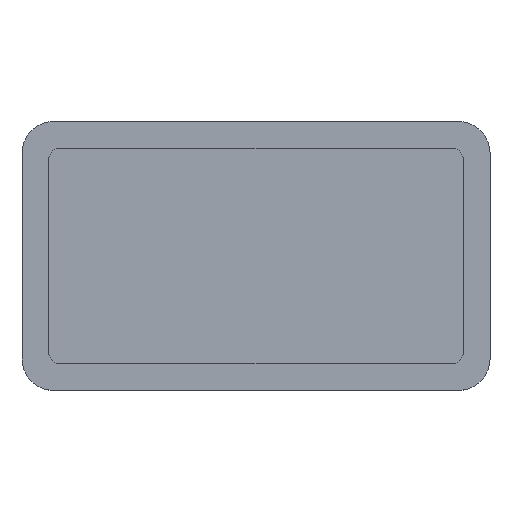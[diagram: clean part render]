
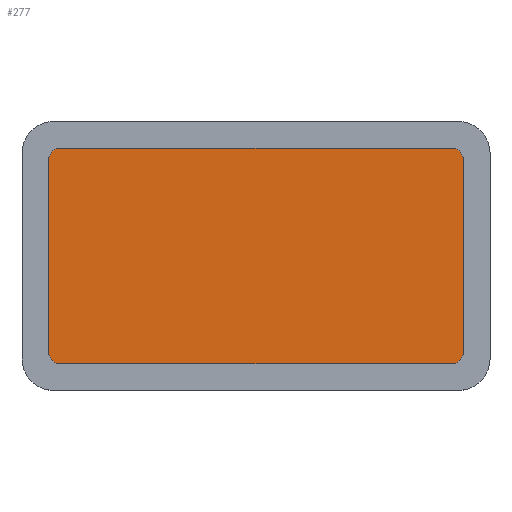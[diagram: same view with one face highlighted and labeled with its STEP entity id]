
A CAD part, top view. The second image highlights one B-rep face of the part: STEP entity #277.
In plain terms, the highlighted planar face has unit normal (0, 0, 1).
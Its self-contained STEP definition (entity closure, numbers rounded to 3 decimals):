
#25 = CIRCLE ( 'NONE', #334, 0.67 ) ;
#29 = VERTEX_POINT ( 'NONE', #498 ) ;
#34 = DIRECTION ( 'NONE',  ( 0., 0., 1. ) ) ;
#40 = EDGE_CURVE ( 'NONE', #426, #29, #198, .T. ) ;
#41 = ORIENTED_EDGE ( 'NONE', *, *, #536, .F. ) ;
#45 = VECTOR ( 'NONE', #173, 1000. ) ;
#49 = ORIENTED_EDGE ( 'NONE', *, *, #527, .T. ) ;
#56 = AXIS2_PLACEMENT_3D ( 'NONE', #526, #208, #221 ) ;
#69 = ORIENTED_EDGE ( 'NONE', *, *, #339, .T. ) ;
#71 = CARTESIAN_POINT ( 'NONE',  ( 12.021, 10.871, 120. ) ) ;
#79 = EDGE_LOOP ( 'NONE', ( #315, #430, #270, #69, #41, #580, #408, #49 ) ) ;
#83 = DIRECTION ( 'NONE',  ( 0., 0., 1. ) ) ;
#96 = LINE ( 'NONE', #434, #550 ) ;
#97 = VERTEX_POINT ( 'NONE', #71 ) ;
#101 = CARTESIAN_POINT ( 'NONE',  ( 0., -0.929, 120. ) ) ;
#102 = CIRCLE ( 'NONE', #541, 0.67 ) ;
#103 = EDGE_CURVE ( 'NONE', #319, #240, #25, .T. ) ;
#119 = AXIS2_PLACEMENT_3D ( 'NONE', #328, #187, #386 ) ;
#123 = DIRECTION ( 'NONE',  ( 1., 0., 0. ) ) ;
#125 = CARTESIAN_POINT ( 'NONE',  ( 12.021, -0.259, 120. ) ) ;
#173 = DIRECTION ( 'NONE',  ( -1., 0., 0. ) ) ;
#175 = AXIS2_PLACEMENT_3D ( 'NONE', #616, #34, #559 ) ;
#187 = DIRECTION ( 'NONE',  ( 0., 0., 1. ) ) ;
#196 = VECTOR ( 'NONE', #123, 1000. ) ;
#198 = LINE ( 'NONE', #330, #532 ) ;
#208 = DIRECTION ( 'NONE',  ( 0., 0., 1. ) ) ;
#221 = DIRECTION ( 'NONE',  ( 1., 0., 0. ) ) ;
#240 = VERTEX_POINT ( 'NONE', #505 ) ;
#270 = ORIENTED_EDGE ( 'NONE', *, *, #453, .F. ) ;
#277 = ADVANCED_FACE ( 'NONE', ( #462 ), #514, .T. ) ;
#302 = CARTESIAN_POINT ( 'NONE',  ( -10.009, -0.259, 120. ) ) ;
#315 = ORIENTED_EDGE ( 'NONE', *, *, #387, .F. ) ;
#316 = CARTESIAN_POINT ( 'NONE',  ( 0., 10.871, 120. ) ) ;
#319 = VERTEX_POINT ( 'NONE', #357 ) ;
#328 = CARTESIAN_POINT ( 'NONE',  ( 12.021, 10.201, 120. ) ) ;
#330 = CARTESIAN_POINT ( 'NONE',  ( 12.691, 0., 120. ) ) ;
#331 = DIRECTION ( 'NONE',  ( 0., 1., 0. ) ) ;
#334 = AXIS2_PLACEMENT_3D ( 'NONE', #520, #83, #435 ) ;
#339 = EDGE_CURVE ( 'NONE', #389, #570, #502, .T. ) ;
#349 = CARTESIAN_POINT ( 'NONE',  ( -9.339, -0.929, 120. ) ) ;
#357 = CARTESIAN_POINT ( 'NONE',  ( -9.339, 10.871, 120. ) ) ;
#359 = EDGE_CURVE ( 'NONE', #361, #29, #102, .T. ) ;
#361 = VERTEX_POINT ( 'NONE', #362 ) ;
#362 = CARTESIAN_POINT ( 'NONE',  ( 12.021, -0.929, 120. ) ) ;
#386 = DIRECTION ( 'NONE',  ( 1., 0., 0. ) ) ;
#387 = EDGE_CURVE ( 'NONE', #319, #97, #565, .T. ) ;
#389 = VERTEX_POINT ( 'NONE', #302 ) ;
#396 = DIRECTION ( 'NONE',  ( 0., -1., 0. ) ) ;
#408 = ORIENTED_EDGE ( 'NONE', *, *, #40, .F. ) ;
#426 = VERTEX_POINT ( 'NONE', #574 ) ;
#430 = ORIENTED_EDGE ( 'NONE', *, *, #103, .T. ) ;
#434 = CARTESIAN_POINT ( 'NONE',  ( -10.009, 0., 120. ) ) ;
#435 = DIRECTION ( 'NONE',  ( 1., 0., 0. ) ) ;
#453 = EDGE_CURVE ( 'NONE', #389, #240, #96, .T. ) ;
#462 = FACE_OUTER_BOUND ( 'NONE', #79, .T. ) ;
#478 = CIRCLE ( 'NONE', #119, 0.67 ) ;
#498 = CARTESIAN_POINT ( 'NONE',  ( 12.691, -0.259, 120. ) ) ;
#502 = CIRCLE ( 'NONE', #175, 0.67 ) ;
#505 = CARTESIAN_POINT ( 'NONE',  ( -10.009, 10.201, 120. ) ) ;
#514 = PLANE ( 'NONE',  #56 ) ;
#518 = DIRECTION ( 'NONE',  ( 0., 0., 1. ) ) ;
#520 = CARTESIAN_POINT ( 'NONE',  ( -9.339, 10.201, 120. ) ) ;
#526 = CARTESIAN_POINT ( 'NONE',  ( 0., 0., 120. ) ) ;
#527 = EDGE_CURVE ( 'NONE', #426, #97, #478, .T. ) ;
#532 = VECTOR ( 'NONE', #396, 1000. ) ;
#536 = EDGE_CURVE ( 'NONE', #361, #570, #540, .T. ) ;
#540 = LINE ( 'NONE', #101, #45 ) ;
#541 = AXIS2_PLACEMENT_3D ( 'NONE', #125, #518, #618 ) ;
#550 = VECTOR ( 'NONE', #331, 1000. ) ;
#559 = DIRECTION ( 'NONE',  ( 1., 0., 0. ) ) ;
#565 = LINE ( 'NONE', #316, #196 ) ;
#570 = VERTEX_POINT ( 'NONE', #349 ) ;
#574 = CARTESIAN_POINT ( 'NONE',  ( 12.691, 10.201, 120. ) ) ;
#580 = ORIENTED_EDGE ( 'NONE', *, *, #359, .T. ) ;
#616 = CARTESIAN_POINT ( 'NONE',  ( -9.339, -0.259, 120. ) ) ;
#618 = DIRECTION ( 'NONE',  ( 1., 0., 0. ) ) ;
